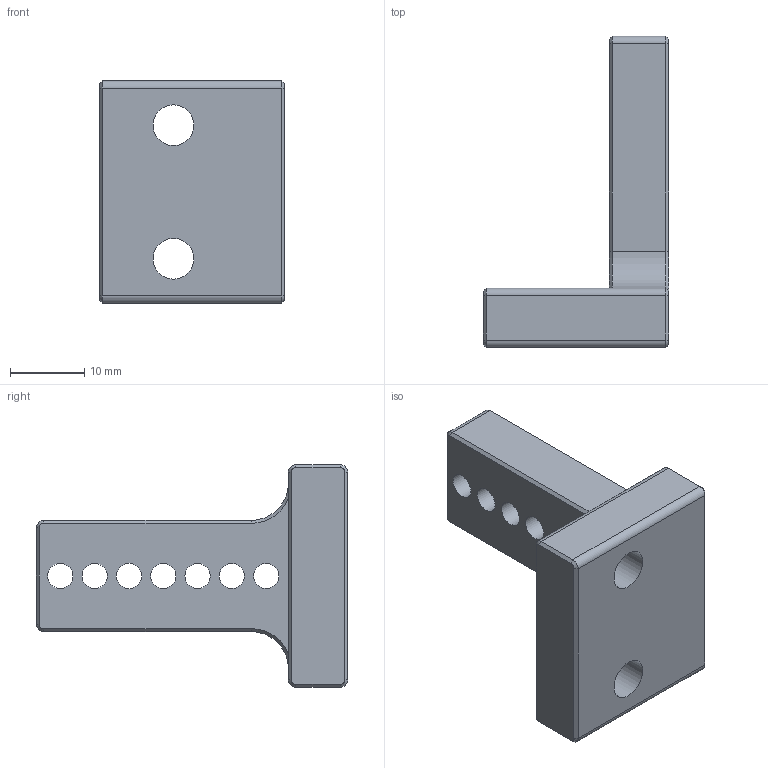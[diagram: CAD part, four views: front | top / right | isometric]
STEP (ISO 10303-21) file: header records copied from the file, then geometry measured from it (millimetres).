
FILE_DESCRIPTION(/* description */ (''),/* implementation_level */ '2;1');
FILE_NAME(/* name */ 'B-Drawer_Support_4-R.stp',/* time_stamp */ '2020-09-12T12:08:11-07:00',/* author */ (''),/* organization */ (''),/* preprocessor_version */ 'ST-DEVELOPER v18.1',/* originating_system */ 'Autodesk Translation Framework v9.3.0.1241',/* authorisation */ '');
FILE_SCHEMA (('AUTOMOTIVE_DESIGN { 1 0 10303 214 3 1 1 }'));
Length unit declared in the file: millimetre
Products named in the file (1): FusionComponent
Bounding box: 25 x 42 x 30 mm (x, y, z)
Volume: 9228.7 mm3; surface area: 4461.3 mm2
Topology: 1 solids, 1 shells, 58 faces, 138 edges, 82 vertices
Faces by surface type: plane 25, cylinder 17, cone 16
Full cylindrical faces by diameter (mm): 3.4 x7, 5.5 x2
Entity records: 1719 total; most frequent: DIRECTION 304, CARTESIAN_POINT 283, ORIENTED_EDGE 276, EDGE_CURVE 138, AXIS2_PLACEMENT_3D 109, LINE 86, VECTOR 86, VERTEX_POINT 82
